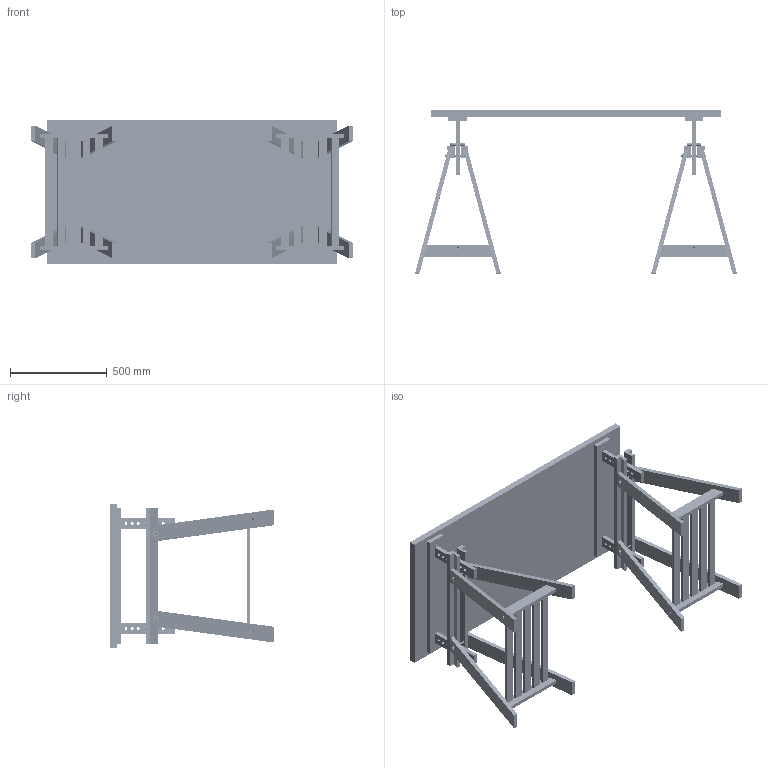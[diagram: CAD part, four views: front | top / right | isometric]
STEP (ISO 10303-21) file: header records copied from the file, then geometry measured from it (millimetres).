
FILE_DESCRIPTION (( 'STEP AP214' ), '1' );
FILE_NAME ('Ass_Chevalet IKEA Artur.STEP', '2012-05-16T14:58:01', ( '' ), ( '' ), 'SwSTEP 2.0', 'SolidWorks 2012', '' );
FILE_SCHEMA (( 'AUTOMOTIVE_DESIGN' ));
Length unit declared in the file: inch
Products named in the file (15): Dessus de table; Chevalet IKEA Artur; Acorn High Crown Nut_61_AI_AHCNUT 0.3125-18-N; Round Head Step Bolt_AI_RHSBOLT 0.3125-18x4.5x1-N; Chevalet Goujon; Chevalet part 02; Chevalet part 01; Chevalet part 05; Chevalet Goujon pin; Chevalet part 06; Vis a bois; Chevalet Patte 2; Chevalet Patte 1; Chevalet Serre tige; Ass_Chevalet IKEA Artur
Assembly tree (43 placements, depth 3):
  Ass_Chevalet IKEA Artur
    Chevalet IKEA Artur  x2
      Chevalet Serre tige
      Chevalet Patte 1
      Chevalet Patte 2
      Vis a bois
      Chevalet part 06
      Chevalet Goujon pin
      Chevalet part 05
      Chevalet part 01
      Chevalet part 02
      Chevalet Goujon
      Round Head Step Bolt_AI_RHSBOLT 0.3125-18x4.5x1-N
      Acorn High Crown Nut_61_AI_AHCNUT 0.3125-18-N
    Dessus de table
Bounding box: 1662.26 x 842.48 x 747 mm (x, y, z)
Volume: 60166004.2 mm3; surface area: 5641985.9 mm2
Topology: 81 solids, 81 shells, 3784 faces, 8022 edges, 4424 vertices
Faces by surface type: cone 2016, cylinder 1086, plane 614, torus 60, sphere 8
Full cylindrical faces by diameter (mm): 5 x8, 6 x68, 6.528 x28, 6.6 x28, 7 x700, 7.938 x84, 10 x30, 11.938 x4, 15 x36, 25.794 x12
Entity records: 11721 total; most frequent: DIRECTION 1704, CARTESIAN_POINT 1655, ORIENTED_EDGE 1086, AXIS2_PLACEMENT_3D 768, EDGE_LOOP 700, EDGE_CURVE 543, FACE_OUTER_BOUND 499, VERTEX_POINT 451
